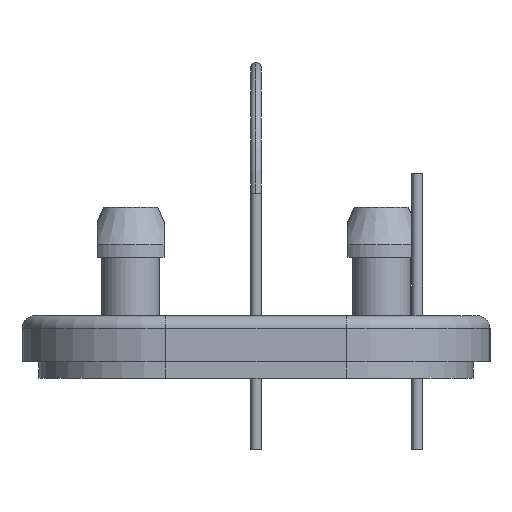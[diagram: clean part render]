
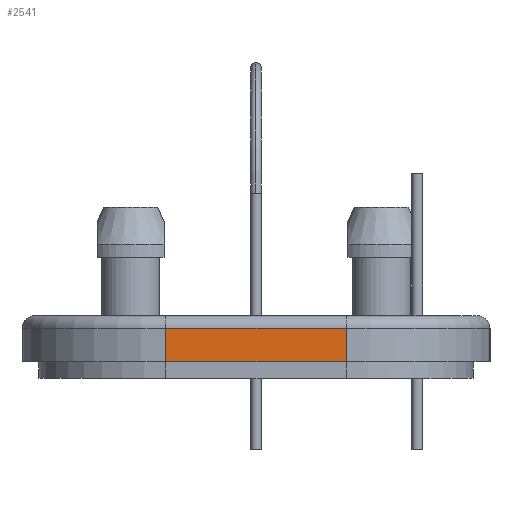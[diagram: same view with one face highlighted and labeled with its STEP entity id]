
A CAD part, left-side view. The second image highlights one B-rep face of the part: STEP entity #2541.
In plain terms, the highlighted planar face has unit normal (-1, 0, 0).
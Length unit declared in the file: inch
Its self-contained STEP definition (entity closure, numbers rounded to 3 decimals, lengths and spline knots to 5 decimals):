
#6 = VERTEX_POINT ( 'NONE', #1402 ) ;
#137 = DIRECTION ( 'NONE',  ( 0., 0., 1. ) ) ;
#288 = ORIENTED_EDGE ( 'NONE', *, *, #3062, .T. ) ;
#431 = ORIENTED_EDGE ( 'NONE', *, *, #875, .T. ) ;
#512 = AXIS2_PLACEMENT_3D ( 'NONE', #1604, #3472, #2198 ) ;
#607 = CARTESIAN_POINT ( 'NONE',  ( -0.938, -0.108, -0.055 ) ) ;
#673 = FACE_OUTER_BOUND ( 'NONE', #1396, .T. ) ;
#680 = VERTEX_POINT ( 'NONE', #1460 ) ;
#743 = VERTEX_POINT ( 'NONE', #607 ) ;
#875 = EDGE_CURVE ( 'NONE', #6, #2983, #3805, .T. ) ;
#884 = DIRECTION ( 'NONE',  ( 0., 0., -1. ) ) ;
#905 = VECTOR ( 'NONE', #884, 39.37008 ) ;
#1211 = CARTESIAN_POINT ( 'NONE',  ( -0.938, 0.108, -0.015 ) ) ;
#1329 = ORIENTED_EDGE ( 'NONE', *, *, #2385, .F. ) ;
#1396 = EDGE_LOOP ( 'NONE', ( #288, #431, #1696, #1329 ) ) ;
#1402 = CARTESIAN_POINT ( 'NONE',  ( -0.938, -0.108, -0.015 ) ) ;
#1460 = CARTESIAN_POINT ( 'NONE',  ( -0.938, 0.108, -0.055 ) ) ;
#1567 = DIRECTION ( 'NONE',  ( 0., 1., 0. ) ) ;
#1604 = CARTESIAN_POINT ( 'NONE',  ( -0.938, -0.28, 0. ) ) ;
#1696 = ORIENTED_EDGE ( 'NONE', *, *, #2944, .T. ) ;
#1709 = CARTESIAN_POINT ( 'NONE',  ( -0.938, -0.108, 0. ) ) ;
#2198 = DIRECTION ( 'NONE',  ( 0., 0., 1. ) ) ;
#2385 = EDGE_CURVE ( 'NONE', #743, #680, #2434, .T. ) ;
#2434 = LINE ( 'NONE', #2723, #3345 ) ;
#2541 = ADVANCED_FACE ( 'NONE', ( #673 ), #2851, .T. ) ;
#2723 = CARTESIAN_POINT ( 'NONE',  ( -0.938, -0.28, -0.055 ) ) ;
#2851 = PLANE ( 'NONE',  #512 ) ;
#2944 = EDGE_CURVE ( 'NONE', #2983, #680, #3708, .T. ) ;
#2983 = VERTEX_POINT ( 'NONE', #1211 ) ;
#3062 = EDGE_CURVE ( 'NONE', #743, #6, #3333, .T. ) ;
#3157 = CARTESIAN_POINT ( 'NONE',  ( -0.938, 0.108, -0.015 ) ) ;
#3333 = LINE ( 'NONE', #1709, #3336 ) ;
#3336 = VECTOR ( 'NONE', #137, 39.37008 ) ;
#3342 = CARTESIAN_POINT ( 'NONE',  ( -0.938, 0.108, 0. ) ) ;
#3345 = VECTOR ( 'NONE', #3692, 39.37008 ) ;
#3472 = DIRECTION ( 'NONE',  ( -1., 0., 0. ) ) ;
#3692 = DIRECTION ( 'NONE',  ( 0., 1., 0. ) ) ;
#3708 = LINE ( 'NONE', #3342, #905 ) ;
#3805 = LINE ( 'NONE', #3157, #3863 ) ;
#3863 = VECTOR ( 'NONE', #1567, 39.37008 ) ;
